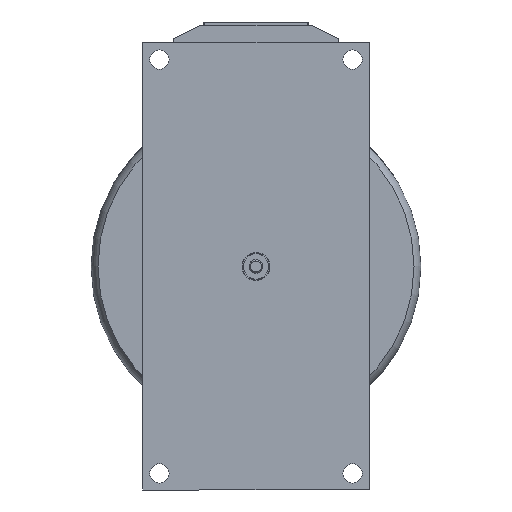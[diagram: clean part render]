
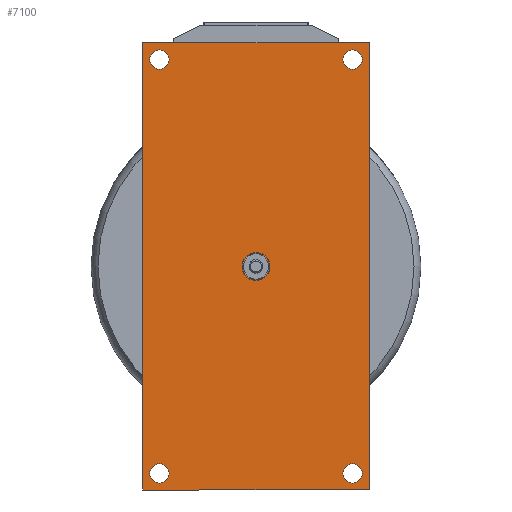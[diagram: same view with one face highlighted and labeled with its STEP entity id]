
A CAD part, front view. The second image highlights one B-rep face of the part: STEP entity #7100.
In plain terms, the highlighted planar face has unit normal (0, -1, 0).
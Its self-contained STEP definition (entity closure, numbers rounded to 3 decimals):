
#98 = EDGE_LOOP ( 'NONE', ( #3226, #3304 ) ) ;
#146 = EDGE_LOOP ( 'NONE', ( #3257, #3315 ) ) ;
#155 = EDGE_LOOP ( 'NONE', ( #3222, #3314, #3236, #3197 ) ) ;
#158 = EDGE_LOOP ( 'NONE', ( #3235, #3281 ) ) ;
#167 = EDGE_LOOP ( 'NONE', ( #3271, #3213 ) ) ;
#172 = EDGE_LOOP ( 'NONE', ( #3207, #3291 ) ) ;
#822 = FACE_BOUND ( 'NONE', #167, .T. ) ;
#823 = FACE_BOUND ( 'NONE', #158, .T. ) ;
#824 = FACE_OUTER_BOUND ( 'NONE', #155, .T. ) ;
#832 = FACE_BOUND ( 'NONE', #146, .T. ) ;
#849 = FACE_BOUND ( 'NONE', #98, .T. ) ;
#865 = FACE_BOUND ( 'NONE', #172, .T. ) ;
#1821 = CARTESIAN_POINT ( 'NONE',  ( -41., -29.78, 81. ) ) ;
#1829 = PLANE ( 'NONE',  #5506 ) ;
#1840 = DIRECTION ( 'NONE',  ( 0., 0., -1. ) ) ;
#1862 = DIRECTION ( 'NONE',  ( 0., -1., 0. ) ) ;
#2365 = AXIS2_PLACEMENT_3D ( 'NONE', #5144, #5139, #5134 ) ;
#2374 = AXIS2_PLACEMENT_3D ( 'NONE', #5173, #5171, #5170 ) ;
#2378 = AXIS2_PLACEMENT_3D ( 'NONE', #5141, #5118, #5103 ) ;
#2498 = EDGE_CURVE ( 'NONE', #4802, #4763, #3462, .T. ) ;
#2509 = EDGE_CURVE ( 'NONE', #4813, #4816, #3505, .T. ) ;
#2512 = EDGE_CURVE ( 'NONE', #4763, #4802, #3509, .T. ) ;
#2898 = EDGE_CURVE ( 'NONE', #4767, #4784, #3985, .T. ) ;
#2933 = EDGE_CURVE ( 'NONE', #4801, #4775, #4024, .T. ) ;
#2996 = EDGE_CURVE ( 'NONE', #4810, #4824, #4096, .T. ) ;
#3003 = EDGE_CURVE ( 'NONE', #4784, #4767, #3057, .T. ) ;
#3006 = EDGE_CURVE ( 'NONE', #4769, #4822, #4119, .T. ) ;
#3013 = EDGE_CURVE ( 'NONE', #4816, #4813, #3042, .T. ) ;
#3015 = EDGE_CURVE ( 'NONE', #4824, #4810, #3067, .T. ) ;
#3018 = EDGE_CURVE ( 'NONE', #4775, #4769, #3069, .T. ) ;
#3025 = EDGE_CURVE ( 'NONE', #4785, #4799, #3043, .T. ) ;
#3026 = EDGE_CURVE ( 'NONE', #4799, #4785, #3052, .T. ) ;
#3027 = EDGE_CURVE ( 'NONE', #4822, #4801, #3087, .T. ) ;
#3042 = CIRCLE ( 'NONE', #5404, 3.5 ) ;
#3043 = CIRCLE ( 'NONE', #5409, 3.5 ) ;
#3052 = CIRCLE ( 'NONE', #5426, 3.5 ) ;
#3057 = CIRCLE ( 'NONE', #5364, 3.5 ) ;
#3067 = CIRCLE ( 'NONE', #5414, 3.5 ) ;
#3069 = LINE ( 'NONE', #6427, #3072 ) ;
#3072 = VECTOR ( 'NONE', #6428, 1000. ) ;
#3073 = VECTOR ( 'NONE', #6490, 1000. ) ;
#3084 = VECTOR ( 'NONE', #6440, 1000. ) ;
#3087 = LINE ( 'NONE', #6475, #3073 ) ;
#3197 = ORIENTED_EDGE ( 'NONE', *, *, #3027, .T. ) ;
#3207 = ORIENTED_EDGE ( 'NONE', *, *, #3015, .F. ) ;
#3213 = ORIENTED_EDGE ( 'NONE', *, *, #3025, .F. ) ;
#3222 = ORIENTED_EDGE ( 'NONE', *, *, #2933, .T. ) ;
#3226 = ORIENTED_EDGE ( 'NONE', *, *, #2509, .F. ) ;
#3235 = ORIENTED_EDGE ( 'NONE', *, *, #2898, .F. ) ;
#3236 = ORIENTED_EDGE ( 'NONE', *, *, #3006, .T. ) ;
#3257 = ORIENTED_EDGE ( 'NONE', *, *, #2498, .T. ) ;
#3271 = ORIENTED_EDGE ( 'NONE', *, *, #3026, .F. ) ;
#3281 = ORIENTED_EDGE ( 'NONE', *, *, #3003, .F. ) ;
#3291 = ORIENTED_EDGE ( 'NONE', *, *, #2996, .F. ) ;
#3304 = ORIENTED_EDGE ( 'NONE', *, *, #3013, .F. ) ;
#3314 = ORIENTED_EDGE ( 'NONE', *, *, #3018, .T. ) ;
#3315 = ORIENTED_EDGE ( 'NONE', *, *, #2512, .T. ) ;
#3462 = CIRCLE ( 'NONE', #2365, 4.6 ) ;
#3505 = CIRCLE ( 'NONE', #2378, 3.5 ) ;
#3509 = CIRCLE ( 'NONE', #2374, 4.6 ) ;
#3985 = CIRCLE ( 'NONE', #5660, 3.5 ) ;
#4024 = LINE ( 'NONE', #6218, #4030 ) ;
#4030 = VECTOR ( 'NONE', #6268, 1000. ) ;
#4096 = CIRCLE ( 'NONE', #5403, 3.5 ) ;
#4119 = LINE ( 'NONE', #6429, #3084 ) ;
#4763 = VERTEX_POINT ( 'NONE', #6656 ) ;
#4767 = VERTEX_POINT ( 'NONE', #6674 ) ;
#4769 = VERTEX_POINT ( 'NONE', #6637 ) ;
#4775 = VERTEX_POINT ( 'NONE', #6648 ) ;
#4784 = VERTEX_POINT ( 'NONE', #6678 ) ;
#4785 = VERTEX_POINT ( 'NONE', #6676 ) ;
#4799 = VERTEX_POINT ( 'NONE', #6669 ) ;
#4801 = VERTEX_POINT ( 'NONE', #6646 ) ;
#4802 = VERTEX_POINT ( 'NONE', #6651 ) ;
#4810 = VERTEX_POINT ( 'NONE', #6684 ) ;
#4813 = VERTEX_POINT ( 'NONE', #6688 ) ;
#4816 = VERTEX_POINT ( 'NONE', #6715 ) ;
#4822 = VERTEX_POINT ( 'NONE', #6716 ) ;
#4824 = VERTEX_POINT ( 'NONE', #6741 ) ;
#5103 = DIRECTION ( 'NONE',  ( 0., 0., -1. ) ) ;
#5118 = DIRECTION ( 'NONE',  ( 0., -1., 0. ) ) ;
#5134 = DIRECTION ( 'NONE',  ( 0., 0., 1. ) ) ;
#5139 = DIRECTION ( 'NONE',  ( 0., 1., 0. ) ) ;
#5141 = CARTESIAN_POINT ( 'NONE',  ( -35., -29.78, -75. ) ) ;
#5144 = CARTESIAN_POINT ( 'NONE',  ( 0., -29.78, 0. ) ) ;
#5170 = DIRECTION ( 'NONE',  ( 0., 0., 1. ) ) ;
#5171 = DIRECTION ( 'NONE',  ( 0., 1., 0. ) ) ;
#5173 = CARTESIAN_POINT ( 'NONE',  ( 0., -29.78, 0. ) ) ;
#5364 = AXIS2_PLACEMENT_3D ( 'NONE', #6458, #6457, #6447 ) ;
#5403 = AXIS2_PLACEMENT_3D ( 'NONE', #6417, #6412, #6404 ) ;
#5404 = AXIS2_PLACEMENT_3D ( 'NONE', #6423, #6439, #6422 ) ;
#5409 = AXIS2_PLACEMENT_3D ( 'NONE', #6467, #6502, #6482 ) ;
#5414 = AXIS2_PLACEMENT_3D ( 'NONE', #6461, #6424, #6421 ) ;
#5426 = AXIS2_PLACEMENT_3D ( 'NONE', #6493, #6510, #6478 ) ;
#5506 = AXIS2_PLACEMENT_3D ( 'NONE', #1821, #1862, #1840 ) ;
#5660 = AXIS2_PLACEMENT_3D ( 'NONE', #6140, #6115, #6124 ) ;
#6115 = DIRECTION ( 'NONE',  ( 0., -1., 0. ) ) ;
#6124 = DIRECTION ( 'NONE',  ( 0., 0., -1. ) ) ;
#6140 = CARTESIAN_POINT ( 'NONE',  ( -35., -29.78, 75. ) ) ;
#6218 = CARTESIAN_POINT ( 'NONE',  ( 41., -29.78, 81. ) ) ;
#6268 = DIRECTION ( 'NONE',  ( -1., 0., 0. ) ) ;
#6404 = DIRECTION ( 'NONE',  ( 0., 0., -1. ) ) ;
#6412 = DIRECTION ( 'NONE',  ( 0., -1., 0. ) ) ;
#6417 = CARTESIAN_POINT ( 'NONE',  ( 35., -29.78, 75. ) ) ;
#6421 = DIRECTION ( 'NONE',  ( 0., 0., -1. ) ) ;
#6422 = DIRECTION ( 'NONE',  ( 0., 0., -1. ) ) ;
#6423 = CARTESIAN_POINT ( 'NONE',  ( -35., -29.78, -75. ) ) ;
#6424 = DIRECTION ( 'NONE',  ( 0., -1., 0. ) ) ;
#6427 = CARTESIAN_POINT ( 'NONE',  ( -41., -29.78, 81. ) ) ;
#6428 = DIRECTION ( 'NONE',  ( 0., 0., -1. ) ) ;
#6429 = CARTESIAN_POINT ( 'NONE',  ( 41., -29.78, -81. ) ) ;
#6439 = DIRECTION ( 'NONE',  ( 0., -1., 0. ) ) ;
#6440 = DIRECTION ( 'NONE',  ( 1., 0., 0. ) ) ;
#6447 = DIRECTION ( 'NONE',  ( 0., 0., -1. ) ) ;
#6457 = DIRECTION ( 'NONE',  ( 0., -1., 0. ) ) ;
#6458 = CARTESIAN_POINT ( 'NONE',  ( -35., -29.78, 75. ) ) ;
#6461 = CARTESIAN_POINT ( 'NONE',  ( 35., -29.78, 75. ) ) ;
#6467 = CARTESIAN_POINT ( 'NONE',  ( 35., -29.78, -75. ) ) ;
#6475 = CARTESIAN_POINT ( 'NONE',  ( 41., -29.78, 81. ) ) ;
#6478 = DIRECTION ( 'NONE',  ( 0., 0., -1. ) ) ;
#6482 = DIRECTION ( 'NONE',  ( 0., 0., -1. ) ) ;
#6490 = DIRECTION ( 'NONE',  ( 0., 0., 1. ) ) ;
#6493 = CARTESIAN_POINT ( 'NONE',  ( 35., -29.78, -75. ) ) ;
#6502 = DIRECTION ( 'NONE',  ( 0., -1., 0. ) ) ;
#6510 = DIRECTION ( 'NONE',  ( 0., -1., 0. ) ) ;
#6637 = CARTESIAN_POINT ( 'NONE',  ( -41., -29.78, -81. ) ) ;
#6646 = CARTESIAN_POINT ( 'NONE',  ( 41., -29.78, 81. ) ) ;
#6648 = CARTESIAN_POINT ( 'NONE',  ( -41., -29.78, 81. ) ) ;
#6651 = CARTESIAN_POINT ( 'NONE',  ( 0., -29.78, 4.6 ) ) ;
#6656 = CARTESIAN_POINT ( 'NONE',  ( 0., -29.78, -4.6 ) ) ;
#6669 = CARTESIAN_POINT ( 'NONE',  ( 35., -29.78, -78.5 ) ) ;
#6674 = CARTESIAN_POINT ( 'NONE',  ( -35., -29.78, 71.5 ) ) ;
#6676 = CARTESIAN_POINT ( 'NONE',  ( 35., -29.78, -71.5 ) ) ;
#6678 = CARTESIAN_POINT ( 'NONE',  ( -35., -29.78, 78.5 ) ) ;
#6684 = CARTESIAN_POINT ( 'NONE',  ( 35., -29.78, 78.5 ) ) ;
#6688 = CARTESIAN_POINT ( 'NONE',  ( -35., -29.78, -78.5 ) ) ;
#6715 = CARTESIAN_POINT ( 'NONE',  ( -35., -29.78, -71.5 ) ) ;
#6716 = CARTESIAN_POINT ( 'NONE',  ( 41., -29.78, -81. ) ) ;
#6741 = CARTESIAN_POINT ( 'NONE',  ( 35., -29.78, 71.5 ) ) ;
#7100 = ADVANCED_FACE ( 'NONE', ( #832, #849, #822, #823, #865, #824 ), #1829, .T. ) ;
